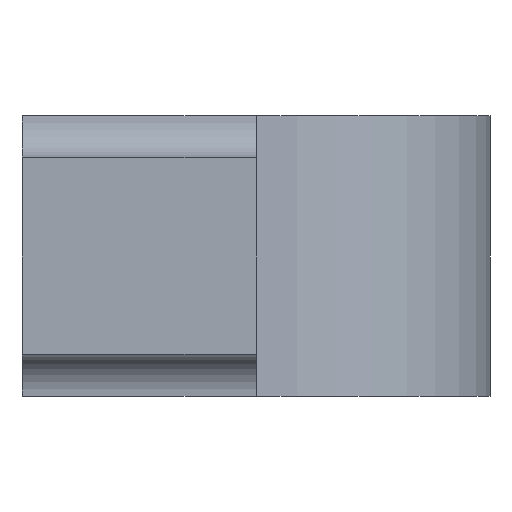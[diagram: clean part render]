
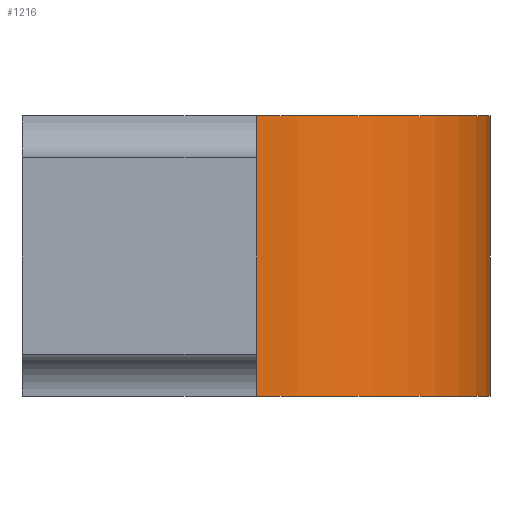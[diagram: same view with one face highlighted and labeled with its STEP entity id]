
A CAD part, front view. The second image highlights one B-rep face of the part: STEP entity #1216.
In plain terms, the highlighted cylindrical face has radius 0.499 mm (diameter 0.998 mm), a partial arc.
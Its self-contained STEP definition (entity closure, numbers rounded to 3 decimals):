
#53 = ORIENTED_EDGE ( 'NONE', *, *, #1056, .F. ) ;
#54 = VERTEX_POINT ( 'NONE', #1019 ) ;
#60 = VECTOR ( 'NONE', #818, 1000. ) ;
#98 = CARTESIAN_POINT ( 'NONE',  ( 0.252, -0.85, 0. ) ) ;
#124 = CARTESIAN_POINT ( 'NONE',  ( 0.252, -0.85, 0.6 ) ) ;
#129 = DIRECTION ( 'NONE',  ( 0., 0., 1. ) ) ;
#147 = CIRCLE ( 'NONE', #336, 0.499 ) ;
#224 = DIRECTION ( 'NONE',  ( 0., 1., 0. ) ) ;
#227 = EDGE_LOOP ( 'NONE', ( #753, #513, #630, #53 ) ) ;
#231 = VERTEX_POINT ( 'NONE', #98 ) ;
#237 = CARTESIAN_POINT ( 'NONE',  ( 0.252, -0.351, 0. ) ) ;
#299 = VERTEX_POINT ( 'NONE', #1185 ) ;
#336 = AXIS2_PLACEMENT_3D ( 'NONE', #237, #129, #224 ) ;
#375 = EDGE_CURVE ( 'NONE', #448, #299, #1049, .T. ) ;
#448 = VERTEX_POINT ( 'NONE', #124 ) ;
#490 = AXIS2_PLACEMENT_3D ( 'NONE', #1172, #601, #505 ) ;
#493 = VECTOR ( 'NONE', #878, 1000. ) ;
#505 = DIRECTION ( 'NONE',  ( 0., 1., 0. ) ) ;
#513 = ORIENTED_EDGE ( 'NONE', *, *, #654, .T. ) ;
#586 = CYLINDRICAL_SURFACE ( 'NONE', #1225, 0.499 ) ;
#601 = DIRECTION ( 'NONE',  ( 0., 0., 1. ) ) ;
#611 = CARTESIAN_POINT ( 'NONE',  ( 0.252, -0.351, 0. ) ) ;
#629 = CARTESIAN_POINT ( 'NONE',  ( 0.751, -0.351, 0. ) ) ;
#630 = ORIENTED_EDGE ( 'NONE', *, *, #375, .F. ) ;
#654 = EDGE_CURVE ( 'NONE', #54, #299, #1197, .T. ) ;
#691 = CARTESIAN_POINT ( 'NONE',  ( 0.252, -0.85, 0. ) ) ;
#745 = EDGE_CURVE ( 'NONE', #231, #54, #147, .T. ) ;
#753 = ORIENTED_EDGE ( 'NONE', *, *, #745, .T. ) ;
#760 = LINE ( 'NONE', #691, #493 ) ;
#818 = DIRECTION ( 'NONE',  ( 0., 0., 1. ) ) ;
#822 = DIRECTION ( 'NONE',  ( 0., 0., 1. ) ) ;
#878 = DIRECTION ( 'NONE',  ( 0., 0., 1. ) ) ;
#889 = FACE_OUTER_BOUND ( 'NONE', #227, .T. ) ;
#980 = DIRECTION ( 'NONE',  ( 0., -1., 0. ) ) ;
#1019 = CARTESIAN_POINT ( 'NONE',  ( 0.751, -0.351, 0. ) ) ;
#1049 = CIRCLE ( 'NONE', #490, 0.499 ) ;
#1056 = EDGE_CURVE ( 'NONE', #231, #448, #760, .T. ) ;
#1172 = CARTESIAN_POINT ( 'NONE',  ( 0.252, -0.351, 0.6 ) ) ;
#1185 = CARTESIAN_POINT ( 'NONE',  ( 0.751, -0.351, 0.6 ) ) ;
#1197 = LINE ( 'NONE', #629, #60 ) ;
#1216 = ADVANCED_FACE ( 'NONE', ( #889 ), #586, .T. ) ;
#1225 = AXIS2_PLACEMENT_3D ( 'NONE', #611, #822, #980 ) ;
